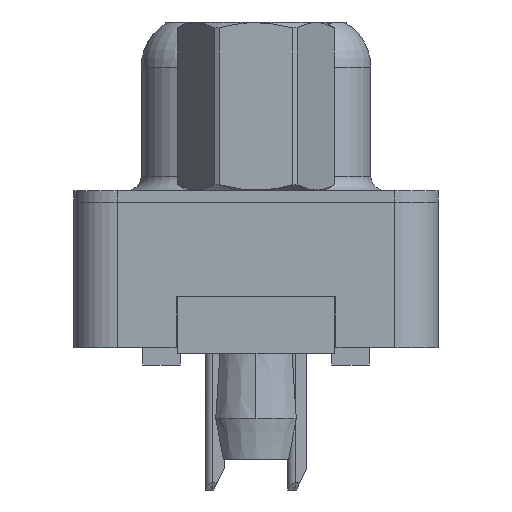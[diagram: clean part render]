
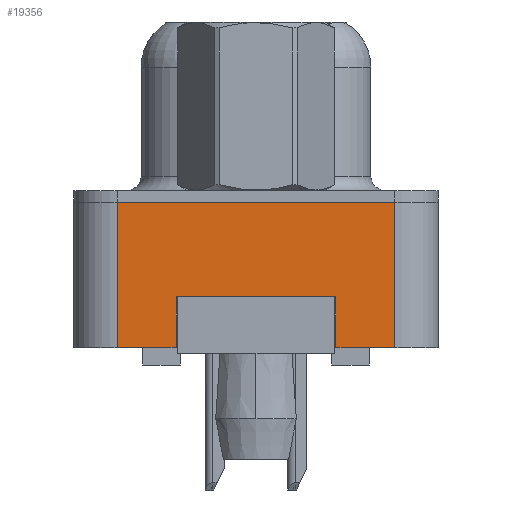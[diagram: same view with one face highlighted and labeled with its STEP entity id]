
A CAD part, left-side view. The second image highlights one B-rep face of the part: STEP entity #19356.
In plain terms, the highlighted planar face has unit normal (-1, 0, 0).
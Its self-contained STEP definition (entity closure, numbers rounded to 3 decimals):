
#922 = CARTESIAN_POINT ( 'NONE',  ( -2.945, -4.775, -5. ) ) ;
#979 = PLANE ( 'NONE',  #9481 ) ;
#1087 = DIRECTION ( 'NONE',  ( -1., 0., 0. ) ) ;
#1187 = FACE_OUTER_BOUND ( 'NONE', #1371, .T. ) ;
#1226 = DIRECTION ( 'NONE',  ( 0., 0., -1. ) ) ;
#1371 = EDGE_LOOP ( 'NONE', ( #20909, #15272, #6575, #11543, #6295, #18197, #18713, #15609 ) ) ;
#1998 = DIRECTION ( 'NONE',  ( 0., 1., 0. ) ) ;
#2218 = LINE ( 'NONE', #5386, #10561 ) ;
#2874 = EDGE_CURVE ( 'NONE', #18544, #16876, #12290, .T. ) ;
#2895 = LINE ( 'NONE', #6508, #11572 ) ;
#3048 = LINE ( 'NONE', #3164, #12480 ) ;
#3164 = CARTESIAN_POINT ( 'NONE',  ( -2.945, 2.75, -3.25 ) ) ;
#3306 = VERTEX_POINT ( 'NONE', #15516 ) ;
#4359 = CARTESIAN_POINT ( 'NONE',  ( -2.945, -4.775, -5. ) ) ;
#4654 = VERTEX_POINT ( 'NONE', #12065 ) ;
#4752 = DIRECTION ( 'NONE',  ( 0., -1., 0. ) ) ;
#4857 = EDGE_CURVE ( 'NONE', #16876, #3306, #3048, .T. ) ;
#4893 = CARTESIAN_POINT ( 'NONE',  ( -2.945, -4.775, -5. ) ) ;
#4920 = VECTOR ( 'NONE', #5732, 1000. ) ;
#5386 = CARTESIAN_POINT ( 'NONE',  ( -2.945, 4.775, -5. ) ) ;
#5451 = LINE ( 'NONE', #12358, #11779 ) ;
#5732 = DIRECTION ( 'NONE',  ( 0., 0., 1. ) ) ;
#6215 = DIRECTION ( 'NONE',  ( 0., -1., 0. ) ) ;
#6295 = ORIENTED_EDGE ( 'NONE', *, *, #20225, .F. ) ;
#6508 = CARTESIAN_POINT ( 'NONE',  ( -2.945, -4.775, -5. ) ) ;
#6575 = ORIENTED_EDGE ( 'NONE', *, *, #18886, .T. ) ;
#6618 = CARTESIAN_POINT ( 'NONE',  ( -2.945, 4.775, 0. ) ) ;
#8805 = CARTESIAN_POINT ( 'NONE',  ( -2.945, 2.75, -3.25 ) ) ;
#9451 = LINE ( 'NONE', #922, #4920 ) ;
#9481 = AXIS2_PLACEMENT_3D ( 'NONE', #4359, #1087, #14644 ) ;
#9723 = VECTOR ( 'NONE', #1226, 1000. ) ;
#10561 = VECTOR ( 'NONE', #15241, 1000. ) ;
#11278 = EDGE_CURVE ( 'NONE', #12641, #4654, #5451, .T. ) ;
#11543 = ORIENTED_EDGE ( 'NONE', *, *, #11278, .F. ) ;
#11572 = VECTOR ( 'NONE', #4752, 1000. ) ;
#11779 = VECTOR ( 'NONE', #20779, 1000. ) ;
#12005 = VERTEX_POINT ( 'NONE', #21209 ) ;
#12065 = CARTESIAN_POINT ( 'NONE',  ( -2.945, -4.775, 0. ) ) ;
#12290 = LINE ( 'NONE', #15353, #14487 ) ;
#12358 = CARTESIAN_POINT ( 'NONE',  ( -2.945, -4.775, 0. ) ) ;
#12480 = VECTOR ( 'NONE', #16504, 1000. ) ;
#12641 = VERTEX_POINT ( 'NONE', #6618 ) ;
#12950 = EDGE_CURVE ( 'NONE', #18544, #12005, #16016, .T. ) ;
#13423 = EDGE_CURVE ( 'NONE', #13826, #3306, #19898, .T. ) ;
#13826 = VERTEX_POINT ( 'NONE', #16412 ) ;
#14487 = VECTOR ( 'NONE', #1998, 1000. ) ;
#14644 = DIRECTION ( 'NONE',  ( 0., 0., 1. ) ) ;
#15241 = DIRECTION ( 'NONE',  ( 0., 0., 1. ) ) ;
#15266 = CARTESIAN_POINT ( 'NONE',  ( -2.945, -4.775, -5. ) ) ;
#15272 = ORIENTED_EDGE ( 'NONE', *, *, #18650, .T. ) ;
#15353 = CARTESIAN_POINT ( 'NONE',  ( -2.945, 2.75, -3.25 ) ) ;
#15516 = CARTESIAN_POINT ( 'NONE',  ( -2.945, 2.75, -5. ) ) ;
#15609 = ORIENTED_EDGE ( 'NONE', *, *, #2874, .F. ) ;
#16016 = LINE ( 'NONE', #16221, #9723 ) ;
#16213 = VERTEX_POINT ( 'NONE', #15266 ) ;
#16221 = CARTESIAN_POINT ( 'NONE',  ( -2.945, -2.75, -3.25 ) ) ;
#16412 = CARTESIAN_POINT ( 'NONE',  ( -2.945, 4.775, -5. ) ) ;
#16504 = DIRECTION ( 'NONE',  ( 0., 0., -1. ) ) ;
#16876 = VERTEX_POINT ( 'NONE', #8805 ) ;
#18197 = ORIENTED_EDGE ( 'NONE', *, *, #13423, .T. ) ;
#18544 = VERTEX_POINT ( 'NONE', #19141 ) ;
#18650 = EDGE_CURVE ( 'NONE', #12005, #16213, #2895, .T. ) ;
#18713 = ORIENTED_EDGE ( 'NONE', *, *, #4857, .F. ) ;
#18886 = EDGE_CURVE ( 'NONE', #16213, #4654, #9451, .T. ) ;
#19141 = CARTESIAN_POINT ( 'NONE',  ( -2.945, -2.75, -3.25 ) ) ;
#19356 = ADVANCED_FACE ( 'NONE', ( #1187 ), #979, .T. ) ;
#19898 = LINE ( 'NONE', #4893, #21272 ) ;
#20225 = EDGE_CURVE ( 'NONE', #13826, #12641, #2218, .T. ) ;
#20779 = DIRECTION ( 'NONE',  ( 0., -1., 0. ) ) ;
#20909 = ORIENTED_EDGE ( 'NONE', *, *, #12950, .T. ) ;
#21209 = CARTESIAN_POINT ( 'NONE',  ( -2.945, -2.75, -5. ) ) ;
#21272 = VECTOR ( 'NONE', #6215, 1000. ) ;
